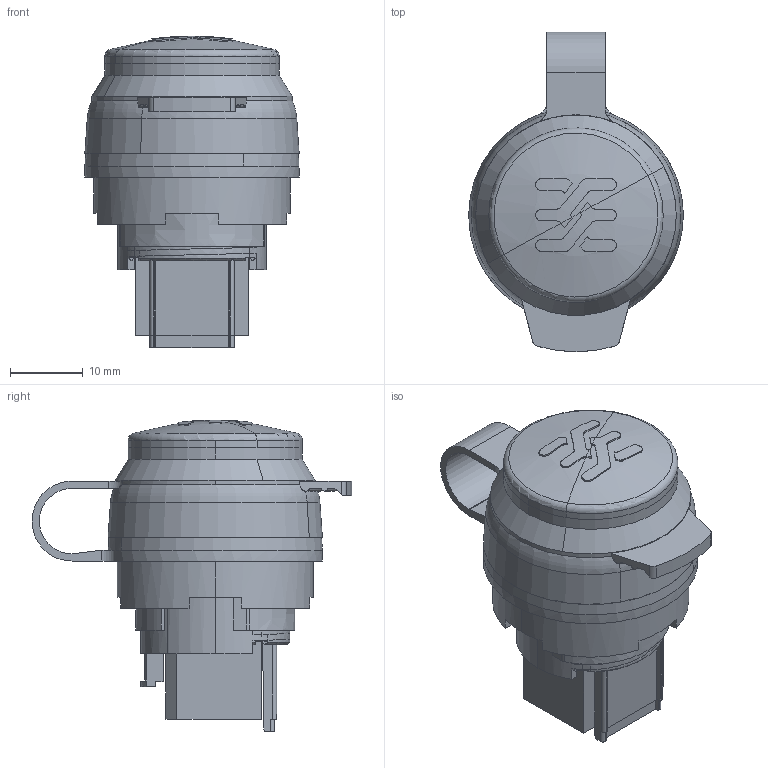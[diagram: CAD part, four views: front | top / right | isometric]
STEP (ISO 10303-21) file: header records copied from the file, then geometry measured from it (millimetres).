
FILE_DESCRIPTION(('CATIA V5 STEP Exchange','CAx-IF Rec.Pracs.--- Model Styling and Organization---1.5--- 2016-08-15','CAx-IF Rec.Pracs.---Supplemental Geometry---1.0---2011-11-01','CAx-IF Rec.Pracs.--- Composite Materials ---1.1---2010-07-15'),'2;1');
FILE_NAME ('013183-2_3', '2025-01-08T06:59:52+00:00', ('none'), ('Weidmueller'), 'CATIA Version 5-6 Release 2022 SP4 HF5', 'CATIA V5 STEP AP214 v3', 'none');
FILE_SCHEMA(('AUTOMOTIVE_DESIGN { 1 0 10303 214 1 1 1 1 }'));
Length unit declared in the file: millimetre
Products named in the file (1): 1427960000
Bounding box: 29.5 x 43.98 x 42.89 mm (x, y, z)
Volume: 14619.4 mm3; surface area: 12438.4 mm2
Topology: 1 solids, 7 shells, 779 faces, 2322 edges, 1547 vertices
Faces by surface type: plane 599, cylinder 88, extrusion 32, bspline 20, cone 20, sphere 12, torus 8
Entity records: 32196 total; most frequent: CARTESIAN_POINT 12929, ORIENTED_EDGE 4636, DIRECTION 2613, EDGE_CURVE 2318, VERTEX_POINT 1547, VECTOR 1242, LINE 1210, B_SPLINE_CURVE_WITH_KNOTS 875
